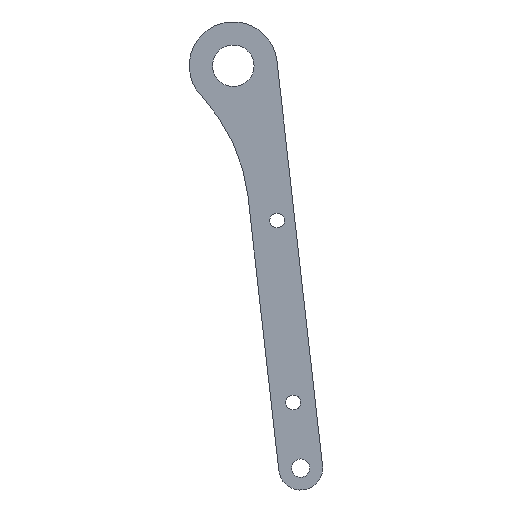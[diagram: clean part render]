
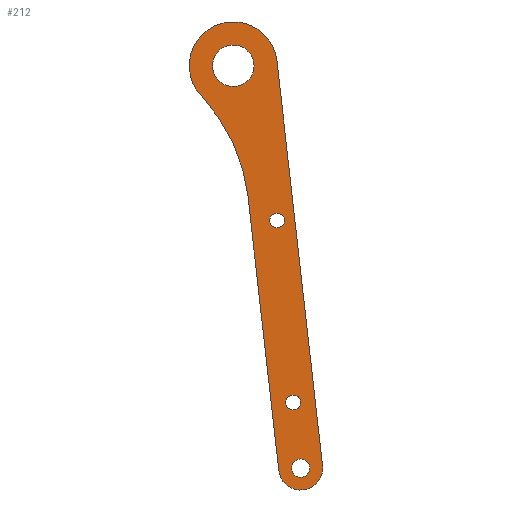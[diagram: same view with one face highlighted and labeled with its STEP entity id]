
A CAD part, front view. The second image highlights one B-rep face of the part: STEP entity #212.
In plain terms, the highlighted planar face has unit normal (0, -1, 0).
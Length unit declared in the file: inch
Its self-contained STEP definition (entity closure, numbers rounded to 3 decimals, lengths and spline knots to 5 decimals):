
#15=FACE_BOUND('',#48,.T.);
#16=FACE_BOUND('',#49,.T.);
#17=FACE_BOUND('',#50,.T.);
#18=FACE_BOUND('',#51,.T.);
#25=PLANE('',#251);
#36=FACE_OUTER_BOUND('',#47,.T.);
#47=EDGE_LOOP('',(#178,#179,#180,#181,#182));
#48=EDGE_LOOP('',(#183));
#49=EDGE_LOOP('',(#184));
#50=EDGE_LOOP('',(#185));
#51=EDGE_LOOP('',(#186));
#63=LINE('',#350,#76);
#68=LINE('',#363,#81);
#76=VECTOR('',#287,0.3937);
#81=VECTOR('',#300,0.3937);
#84=CIRCLE('',#230,0.0845);
#86=CIRCLE('',#233,0.0845);
#87=CIRCLE('',#235,0.23622);
#89=CIRCLE('',#238,0.1045);
#92=CIRCLE('',#243,0.25);
#94=CIRCLE('',#247,0.5);
#96=CIRCLE('',#250,2.);
#98=VERTEX_POINT('',#322);
#100=VERTEX_POINT('',#328);
#101=VERTEX_POINT('',#332);
#103=VERTEX_POINT('',#338);
#107=VERTEX_POINT('',#347);
#108=VERTEX_POINT('',#349);
#110=VERTEX_POINT('',#355);
#112=VERTEX_POINT('',#361);
#114=VERTEX_POINT('',#367);
#117=EDGE_CURVE('',#98,#98,#84,.T.);
#120=EDGE_CURVE('',#100,#100,#86,.T.);
#121=EDGE_CURVE('',#101,#101,#87,.T.);
#124=EDGE_CURVE('',#103,#103,#89,.T.);
#129=EDGE_CURVE('',#107,#108,#63,.T.);
#133=EDGE_CURVE('',#110,#107,#92,.T.);
#136=EDGE_CURVE('',#110,#112,#68,.T.);
#139=EDGE_CURVE('',#114,#112,#94,.T.);
#141=EDGE_CURVE('',#114,#108,#96,.T.);
#178=ORIENTED_EDGE('',*,*,#133,.F.);
#179=ORIENTED_EDGE('',*,*,#136,.T.);
#180=ORIENTED_EDGE('',*,*,#139,.F.);
#181=ORIENTED_EDGE('',*,*,#141,.T.);
#182=ORIENTED_EDGE('',*,*,#129,.F.);
#183=ORIENTED_EDGE('',*,*,#117,.T.);
#184=ORIENTED_EDGE('',*,*,#120,.T.);
#185=ORIENTED_EDGE('',*,*,#121,.T.);
#186=ORIENTED_EDGE('',*,*,#124,.T.);
#212=ADVANCED_FACE('',(#36,#15,#16,#17,#18),#25,.F.);
#230=AXIS2_PLACEMENT_3D('',#324,#260,#261);
#233=AXIS2_PLACEMENT_3D('',#330,#267,#268);
#235=AXIS2_PLACEMENT_3D('',#333,#271,#272);
#238=AXIS2_PLACEMENT_3D('',#339,#278,#279);
#243=AXIS2_PLACEMENT_3D('',#357,#294,#295);
#247=AXIS2_PLACEMENT_3D('',#369,#306,#307);
#250=AXIS2_PLACEMENT_3D('',#372,#312,#313);
#251=AXIS2_PLACEMENT_3D('',#373,#314,#315);
#260=DIRECTION('center_axis',(0.,1.,0.));
#261=DIRECTION('ref_axis',(0.,0.,1.));
#267=DIRECTION('center_axis',(0.,1.,0.));
#268=DIRECTION('ref_axis',(0.,0.,1.));
#271=DIRECTION('center_axis',(0.,1.,0.));
#272=DIRECTION('ref_axis',(0.,0.,-1.));
#278=DIRECTION('center_axis',(0.,1.,0.));
#279=DIRECTION('ref_axis',(0.,0.,-1.));
#287=DIRECTION('',(-0.112,0.,0.994));
#294=DIRECTION('center_axis',(0.,1.,0.));
#295=DIRECTION('ref_axis',(0.994,0.,0.112));
#300=DIRECTION('',(-0.112,0.,0.994));
#306=DIRECTION('center_axis',(0.,1.,0.));
#307=DIRECTION('ref_axis',(-0.728,0.,-0.686));
#312=DIRECTION('center_axis',(0.,1.,0.));
#313=DIRECTION('ref_axis',(0.728,0.,0.686));
#314=DIRECTION('center_axis',(0.,1.,0.));
#315=DIRECTION('ref_axis',(1.,0.,0.));
#322=CARTESIAN_POINT('',(0.5,-0.70866,4.19162));
#324=CARTESIAN_POINT('Origin',(0.5,-0.70866,4.27612));
#328=CARTESIAN_POINT('',(0.68268,-0.70866,2.12179));
#330=CARTESIAN_POINT('Origin',(0.68268,-0.70866,2.20629));
#332=CARTESIAN_POINT('',(0.,-0.70866,6.27222));
#333=CARTESIAN_POINT('Origin',(0.,-0.70866,6.036));
#338=CARTESIAN_POINT('',(0.76657,-0.70866,1.5655));
#339=CARTESIAN_POINT('Origin',(0.76657,-0.70866,1.461));
#347=CARTESIAN_POINT('',(0.51814,-0.70866,1.43303));
#349=CARTESIAN_POINT('',(0.16779,-0.70866,4.54541));
#350=CARTESIAN_POINT('',(0.51814,-0.70866,1.43303));
#355=CARTESIAN_POINT('',(1.01501,-0.70866,1.48897));
#357=CARTESIAN_POINT('Origin',(0.76657,-0.70866,1.461));
#361=CARTESIAN_POINT('',(0.49686,-0.70866,6.09193));
#363=CARTESIAN_POINT('',(1.01501,-0.70866,1.48897));
#367=CARTESIAN_POINT('',(-0.36393,-0.70866,5.69314));
#369=CARTESIAN_POINT('Origin',(0.,-0.70866,6.036));
#372=CARTESIAN_POINT('Origin',(-1.81966,-0.70866,4.32169));
#373=CARTESIAN_POINT('Origin',(0.25829,-0.70866,3.8735));
